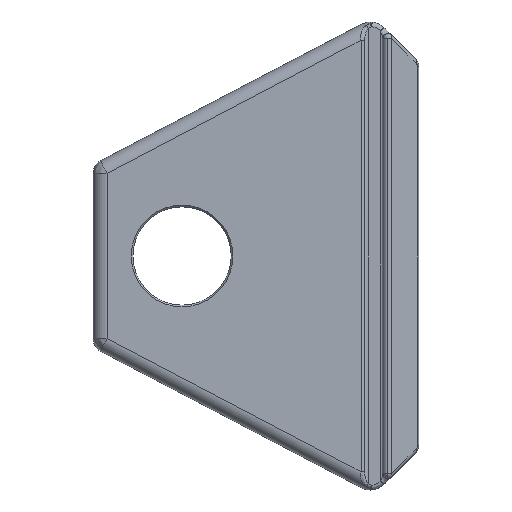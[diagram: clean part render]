
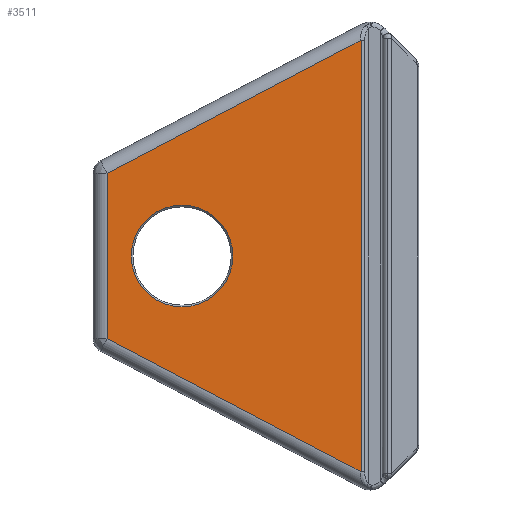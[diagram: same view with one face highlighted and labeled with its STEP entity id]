
A CAD part, left-side view. The second image highlights one B-rep face of the part: STEP entity #3511.
In plain terms, the highlighted planar face has unit normal (-1, 0, 0).
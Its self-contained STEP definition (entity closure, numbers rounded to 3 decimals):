
#7 = ORIENTED_EDGE ( 'NONE', *, *, #194, .F. ) ;
#76 = FACE_BOUND ( 'NONE', #3248, .T. ) ;
#106 = ORIENTED_EDGE ( 'NONE', *, *, #2111, .F. ) ;
#174 = CARTESIAN_POINT ( 'NONE',  ( -2.75, 21.5, -5.43 ) ) ;
#194 = EDGE_CURVE ( 'NONE', #3011, #3400, #2148, .T. ) ;
#573 = LINE ( 'NONE', #1971, #2712 ) ;
#644 = VERTEX_POINT ( 'NONE', #2932 ) ;
#656 = CARTESIAN_POINT ( 'NONE',  ( -2.75, 2.38, 25.5 ) ) ;
#683 = AXIS2_PLACEMENT_3D ( 'NONE', #1989, #1987, #1985 ) ;
#685 = EDGE_CURVE ( 'NONE', #1102, #2087, #839, .T. ) ;
#727 = DIRECTION ( 'NONE',  ( 0., 0.886, 0.464 ) ) ;
#758 = CARTESIAN_POINT ( 'NONE',  ( -2.75, 29.5, 8.842 ) ) ;
#788 = CARTESIAN_POINT ( 'NONE',  ( -2.75, 2.38, 23.04 ) ) ;
#805 = DIRECTION ( 'NONE',  ( 1., 0., 0. ) ) ;
#839 = CIRCLE ( 'NONE', #1937, 5.43 ) ;
#878 = VERTEX_POINT ( 'NONE', #2541 ) ;
#926 = VECTOR ( 'NONE', #1461, 1000. ) ;
#1102 = VERTEX_POINT ( 'NONE', #2203 ) ;
#1140 = EDGE_CURVE ( 'NONE', #878, #3011, #573, .T. ) ;
#1168 = DIRECTION ( 'NONE',  ( 0., 1., 0. ) ) ;
#1186 = PLANE ( 'NONE',  #3091 ) ;
#1191 = CARTESIAN_POINT ( 'NONE',  ( -2.75, 2.38, 25.5 ) ) ;
#1254 = ORIENTED_EDGE ( 'NONE', *, *, #1979, .F. ) ;
#1415 = FACE_OUTER_BOUND ( 'NONE', #1873, .T. ) ;
#1461 = DIRECTION ( 'NONE',  ( 0., -0.886, 0.464 ) ) ;
#1810 = DIRECTION ( 'NONE',  ( 0., 0., -1. ) ) ;
#1842 = DIRECTION ( 'NONE',  ( 1., 0., 0. ) ) ;
#1853 = DIRECTION ( 'NONE',  ( 0., 0., 1. ) ) ;
#1873 = EDGE_LOOP ( 'NONE', ( #1254, #106, #7, #2110 ) ) ;
#1937 = AXIS2_PLACEMENT_3D ( 'NONE', #2701, #805, #2956 ) ;
#1971 = CARTESIAN_POINT ( 'NONE',  ( -2.75, 29.5, 25.5 ) ) ;
#1979 = EDGE_CURVE ( 'NONE', #644, #878, #2975, .T. ) ;
#1985 = DIRECTION ( 'NONE',  ( 0., 0., 1. ) ) ;
#1987 = DIRECTION ( 'NONE',  ( 1., 0., 0. ) ) ;
#1989 = CARTESIAN_POINT ( 'NONE',  ( -2.75, 21.5, 0. ) ) ;
#2087 = VERTEX_POINT ( 'NONE', #174 ) ;
#2110 = ORIENTED_EDGE ( 'NONE', *, *, #1140, .F. ) ;
#2111 = EDGE_CURVE ( 'NONE', #3400, #644, #3516, .T. ) ;
#2148 = LINE ( 'NONE', #3443, #926 ) ;
#2203 = CARTESIAN_POINT ( 'NONE',  ( -2.75, 21.5, 5.43 ) ) ;
#2308 = EDGE_CURVE ( 'NONE', #2087, #1102, #3212, .T. ) ;
#2541 = CARTESIAN_POINT ( 'NONE',  ( -2.75, 29.5, -8.842 ) ) ;
#2701 = CARTESIAN_POINT ( 'NONE',  ( -2.75, 21.5, 0. ) ) ;
#2712 = VECTOR ( 'NONE', #1853, 1000. ) ;
#2932 = CARTESIAN_POINT ( 'NONE',  ( -2.75, 2.38, -23.04 ) ) ;
#2956 = DIRECTION ( 'NONE',  ( 0., 0., 1. ) ) ;
#2975 = LINE ( 'NONE', #3525, #3020 ) ;
#2991 = ORIENTED_EDGE ( 'NONE', *, *, #2308, .T. ) ;
#3011 = VERTEX_POINT ( 'NONE', #758 ) ;
#3020 = VECTOR ( 'NONE', #727, 1000. ) ;
#3091 = AXIS2_PLACEMENT_3D ( 'NONE', #1191, #1842, #1168 ) ;
#3212 = CIRCLE ( 'NONE', #683, 5.43 ) ;
#3248 = EDGE_LOOP ( 'NONE', ( #3502, #2991 ) ) ;
#3400 = VERTEX_POINT ( 'NONE', #788 ) ;
#3443 = CARTESIAN_POINT ( 'NONE',  ( -2.75, 1.369, 23.569 ) ) ;
#3451 = VECTOR ( 'NONE', #1810, 1000. ) ;
#3502 = ORIENTED_EDGE ( 'NONE', *, *, #685, .T. ) ;
#3511 = ADVANCED_FACE ( 'NONE', ( #1415, #76 ), #1186, .F. ) ;
#3516 = LINE ( 'NONE', #656, #3451 ) ;
#3525 = CARTESIAN_POINT ( 'NONE',  ( -2.75, 22.325, -12.598 ) ) ;
